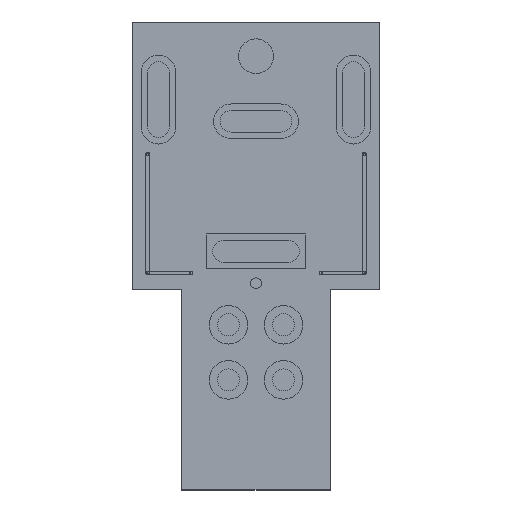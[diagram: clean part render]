
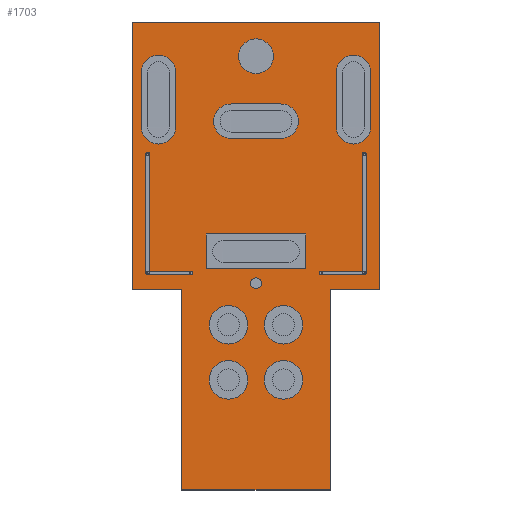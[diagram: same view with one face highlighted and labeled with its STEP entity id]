
A CAD part, top view. The second image highlights one B-rep face of the part: STEP entity #1703.
In plain terms, the highlighted planar face has unit normal (0, 0, 1).
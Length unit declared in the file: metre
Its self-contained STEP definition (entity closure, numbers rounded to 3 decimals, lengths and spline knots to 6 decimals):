
#1215 = EDGE_CURVE( '', #2313, #2314, #2315, .T. );
#1297 = EDGE_CURVE( '', #2342, #2460, #2461, .T. );
#1563 = EDGE_CURVE( '', #2314, #2859, #2860, .T. );
#1703 = ADVANCED_FACE( '', ( #3051 ), #3052, .F. );
#1799 = EDGE_CURVE( '', #3182, #2342, #3183, .T. );
#1829 = EDGE_CURVE( '', #2980, #2313, #3223, .T. );
#1897 = EDGE_CURVE( '', #2460, #2579, #3316, .T. );
#1921 = EDGE_CURVE( '', #2579, #2980, #3345, .T. );
#2019 = EDGE_CURVE( '', #2859, #3182, #3473, .T. );
#2313 = VERTEX_POINT( '', #3584 );
#2314 = VERTEX_POINT( '', #3585 );
#2315 = LINE( '', #3586, #3587 );
#2342 = VERTEX_POINT( '', #3621 );
#2460 = VERTEX_POINT( '', #3780 );
#2461 = LINE( '', #3781, #3782 );
#2579 = VERTEX_POINT( '', #3943 );
#2859 = VERTEX_POINT( '', #4320 );
#2860 = LINE( '', #4321, #4322 );
#2980 = VERTEX_POINT( '', #4484 );
#3051 = FACE_OUTER_BOUND( '', #4575, .T. );
#3052 = PLANE( '', #4576 );
#3182 = VERTEX_POINT( '', #4748 );
#3183 = LINE( '', #4749, #4750 );
#3223 = LINE( '', #4804, #4805 );
#3316 = LINE( '', #4927, #4928 );
#3345 = LINE( '', #4973, #4974 );
#3473 = LINE( '', #5147, #5148 );
#3584 = CARTESIAN_POINT( '', ( 0.009144, 0., -0.000035 ) );
#3585 = CARTESIAN_POINT( '', ( 0.009144, 0.009271, -0.000035 ) );
#3586 = CARTESIAN_POINT( '', ( 0.009144, 0., -0.000035 ) );
#3587 = VECTOR( '', #5245, 1. );
#3621 = CARTESIAN_POINT( '', ( 0., 0.02159, -0.000035 ) );
#3780 = CARTESIAN_POINT( '', ( 0., 0.009271, -0.000035 ) );
#3781 = CARTESIAN_POINT( '', ( 0., 0.02159, -0.000035 ) );
#3782 = VECTOR( '', #5370, 1. );
#3943 = CARTESIAN_POINT( '', ( 0.002286, 0.009271, -0.000035 ) );
#4320 = CARTESIAN_POINT( '', ( 0.01143, 0.009271, -0.000035 ) );
#4321 = CARTESIAN_POINT( '', ( 0.009144, 0.009271, -0.000035 ) );
#4322 = VECTOR( '', #5857, 1. );
#4484 = CARTESIAN_POINT( '', ( 0.002286, 0., -0.000035 ) );
#4575 = EDGE_LOOP( '', ( #6155, #6156, #6157, #6158, #6159, #6160, #6161, #6162 ) );
#4576 = AXIS2_PLACEMENT_3D( '', #6163, #6164, #6165 );
#4748 = CARTESIAN_POINT( '', ( 0.01143, 0.02159, -0.000035 ) );
#4749 = CARTESIAN_POINT( '', ( 0.01143, 0.02159, -0.000035 ) );
#4750 = VECTOR( '', #6358, 1. );
#4804 = CARTESIAN_POINT( '', ( 0.002286, 0., -0.000035 ) );
#4805 = VECTOR( '', #6419, 1. );
#4927 = CARTESIAN_POINT( '', ( 0., 0.009271, -0.000035 ) );
#4928 = VECTOR( '', #6553, 1. );
#4973 = CARTESIAN_POINT( '', ( 0.002286, 0.009271, -0.000035 ) );
#4974 = VECTOR( '', #6582, 1. );
#5147 = CARTESIAN_POINT( '', ( 0.01143, 0.009271, -0.000035 ) );
#5148 = VECTOR( '', #6773, 1. );
#5245 = DIRECTION( '', ( 0., 1., 0. ) );
#5370 = DIRECTION( '', ( 0., -1., 0. ) );
#5857 = DIRECTION( '', ( 1., 0., 0. ) );
#6155 = ORIENTED_EDGE( '', *, *, #1829, .T. );
#6156 = ORIENTED_EDGE( '', *, *, #1215, .T. );
#6157 = ORIENTED_EDGE( '', *, *, #1563, .T. );
#6158 = ORIENTED_EDGE( '', *, *, #2019, .T. );
#6159 = ORIENTED_EDGE( '', *, *, #1799, .T. );
#6160 = ORIENTED_EDGE( '', *, *, #1297, .T. );
#6161 = ORIENTED_EDGE( '', *, *, #1897, .T. );
#6162 = ORIENTED_EDGE( '', *, *, #1921, .T. );
#6163 = CARTESIAN_POINT( '', ( 0.002286, 0., -0.000035 ) );
#6164 = DIRECTION( '', ( 0., 0., -1. ) );
#6165 = DIRECTION( '', ( 0., -1., 0. ) );
#6358 = DIRECTION( '', ( -1., 0., 0. ) );
#6419 = DIRECTION( '', ( 1., 0., 0. ) );
#6553 = DIRECTION( '', ( 1., 0., 0. ) );
#6582 = DIRECTION( '', ( 0., -1., 0. ) );
#6773 = DIRECTION( '', ( 0., 1., 0. ) );
